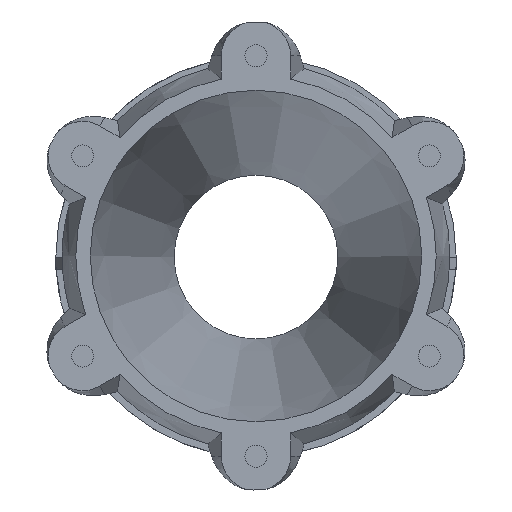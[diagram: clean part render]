
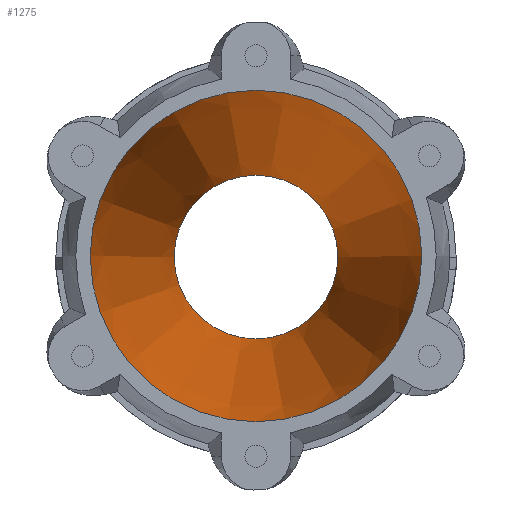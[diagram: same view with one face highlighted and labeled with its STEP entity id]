
A CAD part, top view. The second image highlights one B-rep face of the part: STEP entity #1275.
In plain terms, the highlighted conical face has half-angle 8 degrees and reference radius 20.399 mm.
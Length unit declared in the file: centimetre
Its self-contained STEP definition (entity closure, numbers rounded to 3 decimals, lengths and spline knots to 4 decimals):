
#408=VERTEX_POINT('',#1912);
#410=VERTEX_POINT('',#1917);
#464=CIRCLE('',#1386,4.1382);
#466=CIRCLE('',#1389,2.0441);
#630=EDGE_CURVE('',#408,#408,#464,.T.);
#632=EDGE_CURVE('',#410,#410,#466,.T.);
#975=ORIENTED_EDGE('',*,*,#632,.F.);
#976=ORIENTED_EDGE('',*,*,#630,.F.);
#1087=EDGE_LOOP('',(#975));
#1088=EDGE_LOOP('',(#976));
#1199=FACE_BOUND('',#1087,.T.);
#1200=FACE_BOUND('',#1088,.T.);
#1275=ADVANCED_FACE('',(#1199,#1200),#2244,.F.);
#1386=AXIS2_PLACEMENT_3D('',#1911,#2181,#2182);
#1389=AXIS2_PLACEMENT_3D('',#1916,#2187,#2188);
#1407=AXIS2_PLACEMENT_3D('',#1944,#2222,#2223);
#1911=CARTESIAN_POINT('',(0.,0.,15.4));
#1912=CARTESIAN_POINT('',(-4.1382,0.,15.4));
#1916=CARTESIAN_POINT('',(0.,0.,0.5));
#1917=CARTESIAN_POINT('',(-2.0441,0.,0.5));
#1944=CARTESIAN_POINT('',(0.,0.,0.4696));
#2181=DIRECTION('',(0.,0.,-1.));
#2182=DIRECTION('',(4.138,0.,0.));
#2187=DIRECTION('',(0.,0.,1.));
#2188=DIRECTION('',(2.044,0.,0.));
#2222=DIRECTION('',(0.,0.,1.));
#2223=DIRECTION('',(2.04,0.,0.));
#2244=CONICAL_SURFACE('',#1407,2.0399,0.14);
